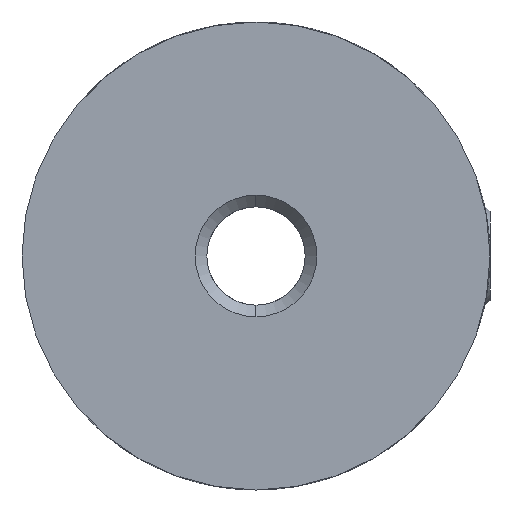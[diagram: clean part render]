
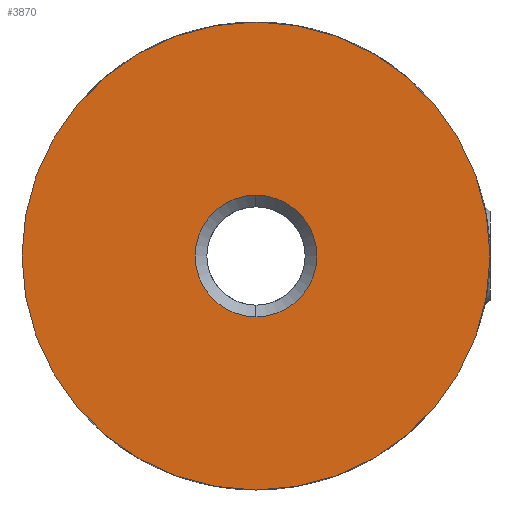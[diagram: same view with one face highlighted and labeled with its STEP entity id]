
A CAD part, left-side view. The second image highlights one B-rep face of the part: STEP entity #3870.
In plain terms, the highlighted planar face has unit normal (-1, 0, 0).
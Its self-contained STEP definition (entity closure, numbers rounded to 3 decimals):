
#449 = DIRECTION ( 'NONE',  ( 0., 0., -1. ) ) ;
#588 = ORIENTED_EDGE ( 'NONE', *, *, #9968, .F. ) ;
#2049 = AXIS2_PLACEMENT_3D ( 'NONE', #6642, #6757, #14875 ) ;
#2150 = VERTEX_POINT ( 'NONE', #8697 ) ;
#2667 = EDGE_LOOP ( 'NONE', ( #10991, #7851 ) ) ;
#3225 = CARTESIAN_POINT ( 'NONE',  ( -11., 0., 0. ) ) ;
#3870 = ADVANCED_FACE ( 'NONE', ( #14603, #13678 ), #9400, .F. ) ;
#4517 = DIRECTION ( 'NONE',  ( 1., 0., 0. ) ) ;
#4958 = EDGE_LOOP ( 'NONE', ( #14890, #588 ) ) ;
#5083 = CARTESIAN_POINT ( 'NONE',  ( -11., 0., 0. ) ) ;
#5365 = CIRCLE ( 'NONE', #7452, 2.6 ) ;
#6286 = EDGE_CURVE ( 'NONE', #7525, #10900, #5365, .T. ) ;
#6642 = CARTESIAN_POINT ( 'NONE',  ( -11., 0., 0. ) ) ;
#6757 = DIRECTION ( 'NONE',  ( 1., 0., 0. ) ) ;
#6948 = CARTESIAN_POINT ( 'NONE',  ( -11., 0., 0. ) ) ;
#7241 = CARTESIAN_POINT ( 'NONE',  ( -11., 0., -2.6 ) ) ;
#7342 = CIRCLE ( 'NONE', #2049, 10. ) ;
#7452 = AXIS2_PLACEMENT_3D ( 'NONE', #12337, #10048, #11189 ) ;
#7525 = VERTEX_POINT ( 'NONE', #11877 ) ;
#7851 = ORIENTED_EDGE ( 'NONE', *, *, #14365, .T. ) ;
#8697 = CARTESIAN_POINT ( 'NONE',  ( -11., 0., -10. ) ) ;
#8770 = AXIS2_PLACEMENT_3D ( 'NONE', #3225, #11585, #15023 ) ;
#8851 = AXIS2_PLACEMENT_3D ( 'NONE', #6948, #4517, #14028 ) ;
#9002 = EDGE_CURVE ( 'NONE', #13184, #2150, #11412, .T. ) ;
#9400 = PLANE ( 'NONE',  #8851 ) ;
#9436 = CARTESIAN_POINT ( 'NONE',  ( -11., 0., 10. ) ) ;
#9968 = EDGE_CURVE ( 'NONE', #2150, #13184, #7342, .T. ) ;
#10048 = DIRECTION ( 'NONE',  ( 1., 0., 0. ) ) ;
#10900 = VERTEX_POINT ( 'NONE', #7241 ) ;
#10991 = ORIENTED_EDGE ( 'NONE', *, *, #6286, .T. ) ;
#11189 = DIRECTION ( 'NONE',  ( 0., 0., -1. ) ) ;
#11412 = CIRCLE ( 'NONE', #14055, 10. ) ;
#11585 = DIRECTION ( 'NONE',  ( 1., 0., 0. ) ) ;
#11877 = CARTESIAN_POINT ( 'NONE',  ( -11., 0., 2.6 ) ) ;
#12251 = DIRECTION ( 'NONE',  ( 1., 0., 0. ) ) ;
#12337 = CARTESIAN_POINT ( 'NONE',  ( -11., 0., 0. ) ) ;
#12436 = CIRCLE ( 'NONE', #8770, 2.6 ) ;
#13184 = VERTEX_POINT ( 'NONE', #9436 ) ;
#13678 = FACE_OUTER_BOUND ( 'NONE', #4958, .T. ) ;
#14028 = DIRECTION ( 'NONE',  ( 0., 0., -1. ) ) ;
#14055 = AXIS2_PLACEMENT_3D ( 'NONE', #5083, #12251, #449 ) ;
#14365 = EDGE_CURVE ( 'NONE', #10900, #7525, #12436, .T. ) ;
#14603 = FACE_BOUND ( 'NONE', #2667, .T. ) ;
#14875 = DIRECTION ( 'NONE',  ( 0., 0., -1. ) ) ;
#14890 = ORIENTED_EDGE ( 'NONE', *, *, #9002, .F. ) ;
#15023 = DIRECTION ( 'NONE',  ( 0., 0., -1. ) ) ;
